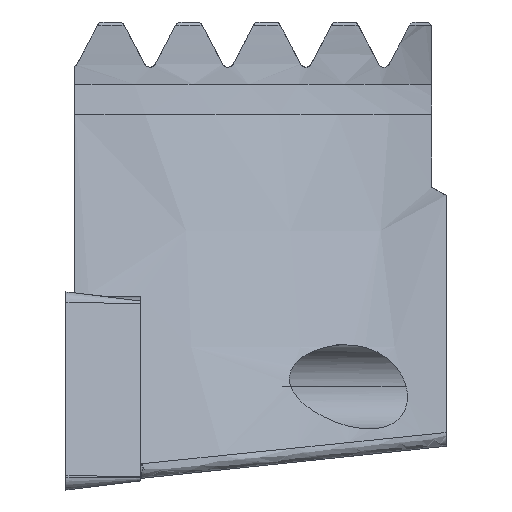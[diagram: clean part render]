
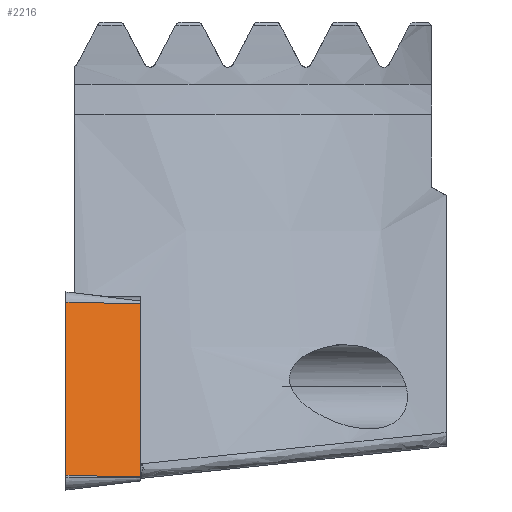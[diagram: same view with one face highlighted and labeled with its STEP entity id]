
A CAD part, left-side view. The second image highlights one B-rep face of the part: STEP entity #2216.
In plain terms, the highlighted planar face has unit normal (-0.978, -0.122, 0.172).
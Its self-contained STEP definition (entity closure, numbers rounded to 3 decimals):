
#1356=EDGE_CURVE('NONE',#2146,#1392,#3755,.T.);
#1392=VERTEX_POINT('NONE',#3794);
#2146=VERTEX_POINT('NONE',#4618);
#2216=ADVANCED_FACE('NONE',(#4689),#4690,.T.);
#2634=EDGE_CURVE('NONE',#2684,#1392,#5153,.T.);
#2684=VERTEX_POINT('NONE',#5205);
#2852=EDGE_CURVE('NONE',#3550,#2146,#5389,.T.);
#3428=EDGE_CURVE('NONE',#2684,#3550,#6021,.T.);
#3550=VERTEX_POINT('NONE',#6150);
#3755=LINE('',#6586,#6587);
#3794=CARTESIAN_POINT('',(0.985,0.,6.019));
#4618=CARTESIAN_POINT('',(0.006,0.,0.469));
#4689=FACE_OUTER_BOUND('',#9979,.T.);
#4690=PLANE('',#9980);
#5153=LINE('',#11397,#11398);
#5205=CARTESIAN_POINT('',(1.272,-2.38,5.969));
#5389=LINE('',#11918,#11919);
#6021=LINE('',#13557,#13558);
#6150=CARTESIAN_POINT('',(0.294,-2.38,0.419));
#6586=CARTESIAN_POINT('',(0.006,0.,0.469));
#6587=VECTOR('',#14120,1000.0);
#9979=EDGE_LOOP('',(#15009,#15010,#15011,#15012));
#9980=AXIS2_PLACEMENT_3D('',#15013,#15014,#15015);
#11397=CARTESIAN_POINT('',(0.985,0.,6.019));
#11398=VECTOR('',#15521,1000.0);
#11918=CARTESIAN_POINT('',(0.006,0.,0.469));
#11919=VECTOR('',#15768,1000.0);
#13557=CARTESIAN_POINT('',(0.294,-2.38,0.419));
#13558=VECTOR('',#16472,1000.0);
#14120=DIRECTION('',(0.174,0.,0.985));
#15009=ORIENTED_EDGE('',*,*,#3428,.F.);
#15010=ORIENTED_EDGE('',*,*,#2634,.T.);
#15011=ORIENTED_EDGE('',*,*,#1356,.F.);
#15012=ORIENTED_EDGE('',*,*,#2852,.F.);
#15013=CARTESIAN_POINT('',(0.006,0.,0.469));
#15014=DIRECTION('',(-0.977,-0.122,0.172));
#15015=DIRECTION('',(-0.174,0.,-0.985));
#15521=DIRECTION('',(-0.12,0.993,0.021));
#15768=DIRECTION('',(-0.12,0.993,0.021));
#16472=DIRECTION('',(-0.174,0.,-0.985));
